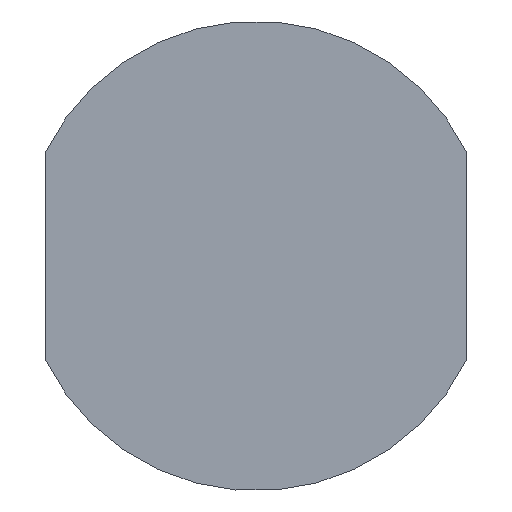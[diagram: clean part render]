
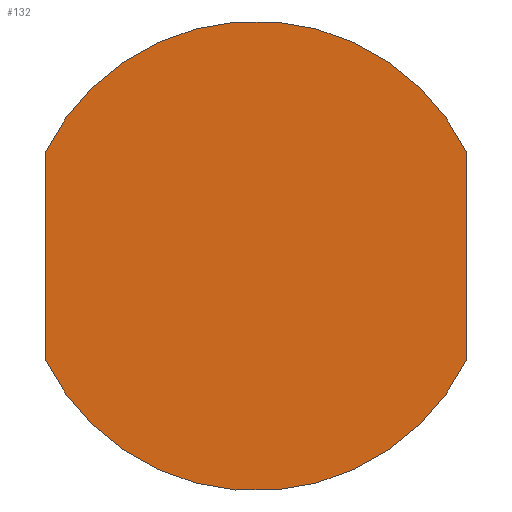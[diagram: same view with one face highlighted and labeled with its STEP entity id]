
A CAD part, front view. The second image highlights one B-rep face of the part: STEP entity #132.
In plain terms, the highlighted planar face has unit normal (0, -1, 0).
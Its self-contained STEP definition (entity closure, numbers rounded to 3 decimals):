
#1=CARTESIAN_POINT('',(0.,0.,0.));
#2=DIRECTION('',(0.,1.,0.));
#3=DIRECTION('',(0.897,0.,-0.441));
#4=AXIS2_PLACEMENT_3D('',#1,#2,#3);
#6=DIRECTION('',(0.,0.,1.));
#7=VECTOR('',#6,3.441);
#8=CARTESIAN_POINT('',(-3.5,0.,-1.72));
#9=LINE('',#8,#7);
#10=CARTESIAN_POINT('',(0.,0.,0.));
#11=DIRECTION('',(0.,1.,0.));
#12=DIRECTION('',(-0.897,0.,0.441));
#13=AXIS2_PLACEMENT_3D('',#10,#11,#12);
#15=DIRECTION('',(0.,0.,-1.));
#16=VECTOR('',#15,3.441);
#17=CARTESIAN_POINT('',(3.5,0.,1.72));
#18=LINE('',#17,#16);
#89=CARTESIAN_POINT('',(3.5,0.,-1.72));
#90=CARTESIAN_POINT('',(-3.5,0.,-1.72));
#91=VERTEX_POINT('',#89);
#92=VERTEX_POINT('',#90);
#93=CARTESIAN_POINT('',(-3.5,0.,1.72));
#94=VERTEX_POINT('',#93);
#95=CARTESIAN_POINT('',(3.5,0.,1.72));
#96=VERTEX_POINT('',#95);
#117=CARTESIAN_POINT('',(0.,0.,0.));
#118=DIRECTION('',(0.,1.,0.));
#119=DIRECTION('',(1.,0.,0.));
#120=AXIS2_PLACEMENT_3D('',#117,#118,#119);
#121=PLANE('',#120);
#123=ORIENTED_EDGE('',*,*,#122,.T.);
#125=ORIENTED_EDGE('',*,*,#124,.T.);
#127=ORIENTED_EDGE('',*,*,#126,.T.);
#129=ORIENTED_EDGE('',*,*,#128,.T.);
#130=EDGE_LOOP('',(#123,#125,#127,#129));
#131=FACE_OUTER_BOUND('',#130,.F.);
#5=CIRCLE('',#4,3.9);
#14=CIRCLE('',#13,3.9);
#122=EDGE_CURVE('',#91,#92,#5,.T.);
#124=EDGE_CURVE('',#92,#94,#9,.T.);
#126=EDGE_CURVE('',#94,#96,#14,.T.);
#128=EDGE_CURVE('',#96,#91,#18,.T.);
#132=ADVANCED_FACE('',(#131),#121,.F.);
